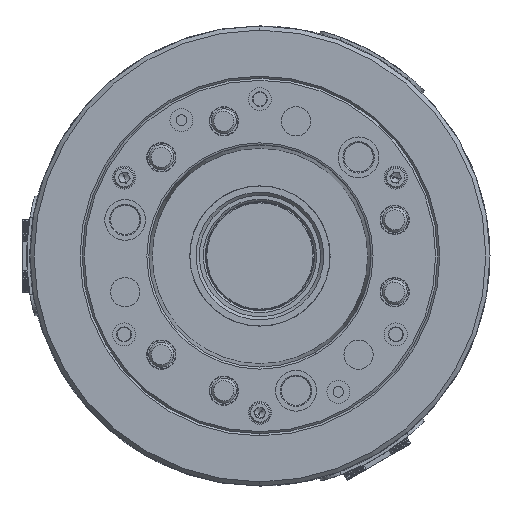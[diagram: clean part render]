
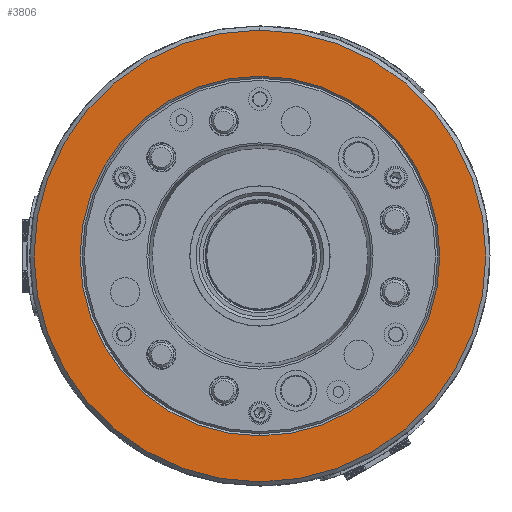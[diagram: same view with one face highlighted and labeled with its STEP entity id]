
A CAD part, left-side view. The second image highlights one B-rep face of the part: STEP entity #3806.
In plain terms, the highlighted planar face has unit normal (-1, 0, 0).
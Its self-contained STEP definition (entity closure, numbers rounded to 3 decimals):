
#1016 = ORIENTED_EDGE ( 'NONE', *, *, #10485, .T. ) ;
#1629 = CIRCLE ( 'NONE', #7673, 86. ) ;
#1736 = AXIS2_PLACEMENT_3D ( 'NONE', #9162, #23718, #38217 ) ;
#1970 = EDGE_LOOP ( 'NONE', ( #28585, #10550 ) ) ;
#3806 = ADVANCED_FACE ( 'NONE', ( #42117, #9469 ), #24037, .F. ) ;
#4711 = DIRECTION ( 'NONE',  ( 1., 0., 0. ) ) ;
#4961 = CARTESIAN_POINT ( 'NONE',  ( 0., 0., 86. ) ) ;
#5932 = DIRECTION ( 'NONE',  ( 1., 0., 0. ) ) ;
#7673 = AXIS2_PLACEMENT_3D ( 'NONE', #37304, #4711, #19211 ) ;
#9162 = CARTESIAN_POINT ( 'NONE',  ( 0., 0., 0. ) ) ;
#9469 = FACE_OUTER_BOUND ( 'NONE', #1970, .T. ) ;
#10485 = EDGE_CURVE ( 'NONE', #18377, #16195, #44411, .T. ) ;
#10550 = ORIENTED_EDGE ( 'NONE', *, *, #38631, .T. ) ;
#11917 = EDGE_CURVE ( 'NONE', #16195, #18377, #1629, .T. ) ;
#12468 = EDGE_CURVE ( 'NONE', #22251, #36417, #17592, .T. ) ;
#13037 = CARTESIAN_POINT ( 'NONE',  ( 0., 0., 0. ) ) ;
#13788 = DIRECTION ( 'NONE',  ( 0., 0., -1. ) ) ;
#13823 = ORIENTED_EDGE ( 'NONE', *, *, #11917, .T. ) ;
#16195 = VERTEX_POINT ( 'NONE', #38964 ) ;
#17592 = CIRCLE ( 'NONE', #44228, 108. ) ;
#18377 = VERTEX_POINT ( 'NONE', #4961 ) ;
#19211 = DIRECTION ( 'NONE',  ( 0., 0., -1. ) ) ;
#20450 = DIRECTION ( 'NONE',  ( 0., 0., -1. ) ) ;
#22233 = CIRCLE ( 'NONE', #1736, 108. ) ;
#22251 = VERTEX_POINT ( 'NONE', #46011 ) ;
#23571 = AXIS2_PLACEMENT_3D ( 'NONE', #38543, #5932, #20450 ) ;
#23718 = DIRECTION ( 'NONE',  ( -1., 0., 0. ) ) ;
#24037 = PLANE ( 'NONE',  #23571 ) ;
#27582 = DIRECTION ( 'NONE',  ( 1., 0., 0. ) ) ;
#28585 = ORIENTED_EDGE ( 'NONE', *, *, #12468, .T. ) ;
#31905 = CARTESIAN_POINT ( 'NONE',  ( 0., 0., 0. ) ) ;
#36417 = VERTEX_POINT ( 'NONE', #36972 ) ;
#36972 = CARTESIAN_POINT ( 'NONE',  ( 0., 0., 108. ) ) ;
#37304 = CARTESIAN_POINT ( 'NONE',  ( 0., 0., 0. ) ) ;
#38217 = DIRECTION ( 'NONE',  ( 0., 0., -1. ) ) ;
#38543 = CARTESIAN_POINT ( 'NONE',  ( 0., 110., 0. ) ) ;
#38631 = EDGE_CURVE ( 'NONE', #36417, #22251, #22233, .T. ) ;
#38964 = CARTESIAN_POINT ( 'NONE',  ( 0., 0., -86. ) ) ;
#40290 = EDGE_LOOP ( 'NONE', ( #1016, #13823 ) ) ;
#42117 = FACE_BOUND ( 'NONE', #40290, .T. ) ;
#42120 = DIRECTION ( 'NONE',  ( 0., 0., -1. ) ) ;
#44228 = AXIS2_PLACEMENT_3D ( 'NONE', #31905, #46462, #13788 ) ;
#44411 = CIRCLE ( 'NONE', #44443, 86. ) ;
#44443 = AXIS2_PLACEMENT_3D ( 'NONE', #13037, #27582, #42120 ) ;
#46011 = CARTESIAN_POINT ( 'NONE',  ( 0., 0., -108. ) ) ;
#46462 = DIRECTION ( 'NONE',  ( -1., 0., 0. ) ) ;
